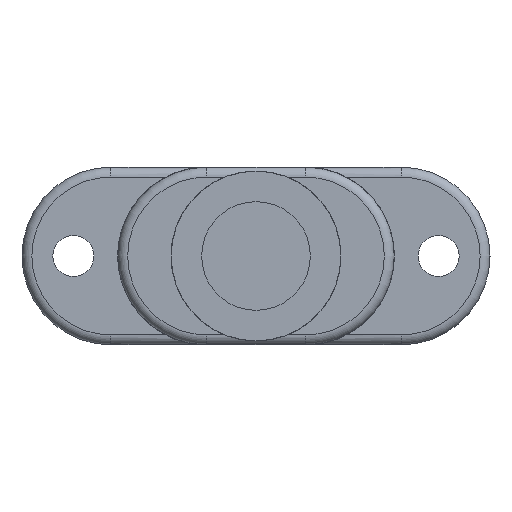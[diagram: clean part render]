
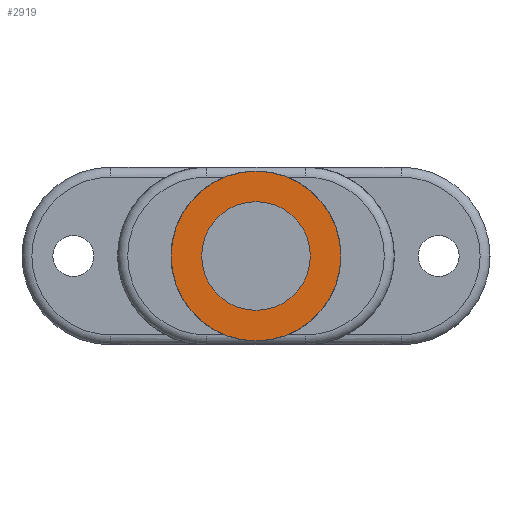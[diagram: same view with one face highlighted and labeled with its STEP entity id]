
A CAD part, left-side view. The second image highlights one B-rep face of the part: STEP entity #2919.
In plain terms, the highlighted planar face has unit normal (-1, 0, 0).
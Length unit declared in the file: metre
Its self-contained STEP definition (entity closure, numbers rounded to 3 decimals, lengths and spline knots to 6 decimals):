
#181=CIRCLE('',#3189,0.00275);
#182=CIRCLE('',#3190,0.0043);
#322=ORIENTED_EDGE('',*,*,#1164,.F.);
#323=ORIENTED_EDGE('',*,*,#1165,.T.);
#1164=EDGE_CURVE('',#1587,#1587,#181,.T.);
#1165=EDGE_CURVE('',#1588,#1588,#182,.T.);
#1587=VERTEX_POINT('',#4297);
#1588=VERTEX_POINT('',#4299);
#2388=EDGE_LOOP('',(#322));
#2389=EDGE_LOOP('',(#323));
#2594=FACE_BOUND('',#2388,.T.);
#2595=FACE_BOUND('',#2389,.T.);
#2789=PLANE('',#3188);
#2919=ADVANCED_FACE('',(#2594,#2595),#2789,.F.);
#3188=AXIS2_PLACEMENT_3D('',#4295,#3514,#3515);
#3189=AXIS2_PLACEMENT_3D('',#4296,#3516,#3517);
#3190=AXIS2_PLACEMENT_3D('',#4298,#3518,#3519);
#3514=DIRECTION('',(1.,0.,0.));
#3515=DIRECTION('',(0.,1.,0.));
#3516=DIRECTION('',(-1.,0.,0.));
#3517=DIRECTION('',(0.,0.,1.));
#3518=DIRECTION('',(-1.,0.,0.));
#3519=DIRECTION('',(0.,1.,0.));
#4295=CARTESIAN_POINT('',(0.048035,0.057063,0.));
#4296=CARTESIAN_POINT('',(0.048035,0.057063,0.));
#4297=CARTESIAN_POINT('',(0.048035,0.057063,0.00275));
#4298=CARTESIAN_POINT('',(0.048035,0.057063,0.));
#4299=CARTESIAN_POINT('',(0.048035,0.061363,0.));
